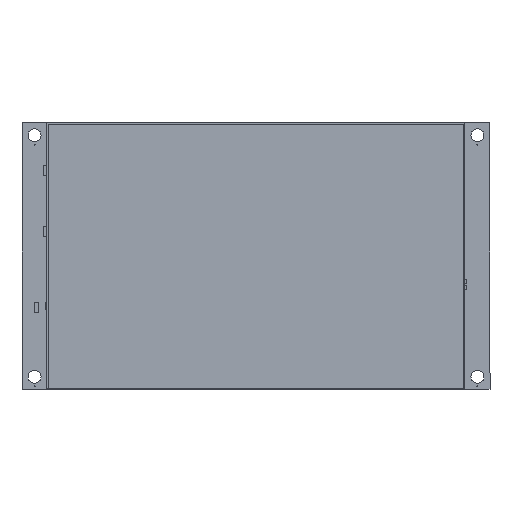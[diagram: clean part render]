
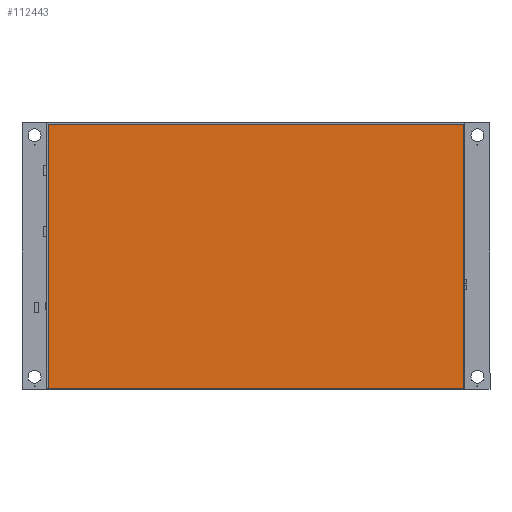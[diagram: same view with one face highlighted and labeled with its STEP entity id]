
A CAD part, top view. The second image highlights one B-rep face of the part: STEP entity #112443.
In plain terms, the highlighted planar face has unit normal (0, 0, 1).
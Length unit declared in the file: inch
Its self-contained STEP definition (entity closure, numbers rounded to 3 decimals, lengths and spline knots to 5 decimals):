
#1924 = VECTOR ( 'NONE', #44809, 39.37008 ) ;
#6010 = LINE ( 'NONE', #123241, #1924 ) ;
#11135 = CARTESIAN_POINT ( 'NONE',  ( 2.06496, 1.20669, 0. ) ) ;
#12758 = CARTESIAN_POINT ( 'NONE',  ( 2.06496, 1.20669, 0. ) ) ;
#15004 = DIRECTION ( 'NONE',  ( -1., 0., 0. ) ) ;
#15417 = ORIENTED_EDGE ( 'NONE', *, *, #90148, .T. ) ;
#20053 = DIRECTION ( 'NONE',  ( -1., 0., 0. ) ) ;
#20294 = LINE ( 'NONE', #45395, #106613 ) ;
#28549 = VERTEX_POINT ( 'NONE', #11135 ) ;
#29170 = VERTEX_POINT ( 'NONE', #154023 ) ;
#31512 = PLANE ( 'NONE',  #112813 ) ;
#38209 = LINE ( 'NONE', #63829, #114098 ) ;
#44191 = DIRECTION ( 'NONE',  ( 0., 0., -1. ) ) ;
#44809 = DIRECTION ( 'NONE',  ( 1., 0., 0. ) ) ;
#45395 = CARTESIAN_POINT ( 'NONE',  ( 2.06496, 1.20669, 0. ) ) ;
#49592 = ORIENTED_EDGE ( 'NONE', *, *, #93438, .T. ) ;
#53116 = ORIENTED_EDGE ( 'NONE', *, *, #67101, .T. ) ;
#57966 = CARTESIAN_POINT ( 'NONE',  ( 0., 0., 0. ) ) ;
#61449 = EDGE_LOOP ( 'NONE', ( #53116, #15417, #160370, #49592 ) ) ;
#63829 = CARTESIAN_POINT ( 'NONE',  ( -2.06496, 1.20669, 0. ) ) ;
#67101 = EDGE_CURVE ( 'NONE', #72160, #28549, #20294, .T. ) ;
#72160 = VERTEX_POINT ( 'NONE', #126981 ) ;
#80281 = VECTOR ( 'NONE', #15004, 39.37008 ) ;
#88942 = EDGE_CURVE ( 'NONE', #143132, #29170, #38209, .T. ) ;
#90148 = EDGE_CURVE ( 'NONE', #28549, #143132, #109022, .T. ) ;
#93438 = EDGE_CURVE ( 'NONE', #29170, #72160, #6010, .T. ) ;
#106613 = VECTOR ( 'NONE', #109276, 39.37008 ) ;
#109022 = LINE ( 'NONE', #12758, #80281 ) ;
#109276 = DIRECTION ( 'NONE',  ( 0., 1., 0. ) ) ;
#112443 = ADVANCED_FACE ( 'NONE', ( #167954 ), #31512, .F. ) ;
#112813 = AXIS2_PLACEMENT_3D ( 'NONE', #57966, #44191, #20053 ) ;
#114098 = VECTOR ( 'NONE', #150743, 39.37008 ) ;
#123241 = CARTESIAN_POINT ( 'NONE',  ( 2.06496, -1.41929, 0. ) ) ;
#126401 = CARTESIAN_POINT ( 'NONE',  ( -2.06496, 1.20669, 0. ) ) ;
#126981 = CARTESIAN_POINT ( 'NONE',  ( 2.06496, -1.41929, 0. ) ) ;
#143132 = VERTEX_POINT ( 'NONE', #126401 ) ;
#150743 = DIRECTION ( 'NONE',  ( 0., -1., 0. ) ) ;
#154023 = CARTESIAN_POINT ( 'NONE',  ( -2.06496, -1.41929, 0. ) ) ;
#160370 = ORIENTED_EDGE ( 'NONE', *, *, #88942, .T. ) ;
#167954 = FACE_OUTER_BOUND ( 'NONE', #61449, .T. ) ;
